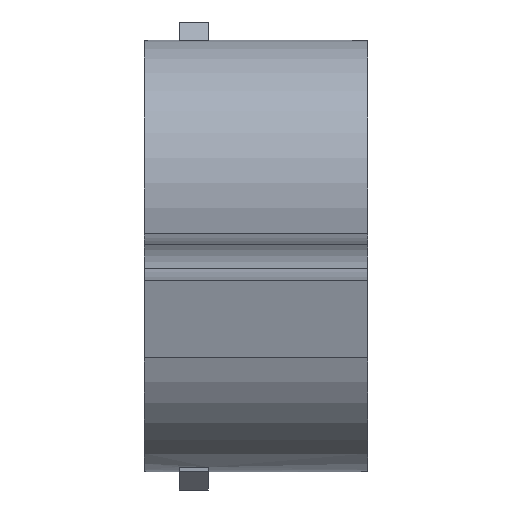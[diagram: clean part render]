
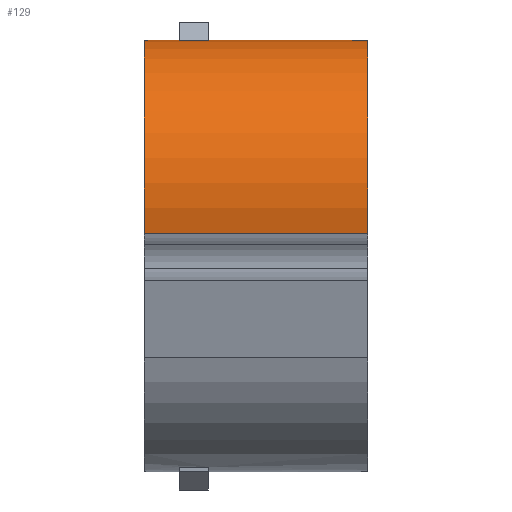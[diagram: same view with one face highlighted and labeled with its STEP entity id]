
A CAD part, left-side view. The second image highlights one B-rep face of the part: STEP entity #129.
In plain terms, the highlighted cylindrical face has radius 4.2 mm (diameter 8.4 mm), a partial arc.
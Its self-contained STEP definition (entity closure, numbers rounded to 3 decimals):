
#129 = ADVANCED_FACE( '', ( #287 ), #288, .T. );
#287 = FACE_OUTER_BOUND( '', #472, .T. );
#288 = CYLINDRICAL_SURFACE( '', #473, 4.2 );
#472 = EDGE_LOOP( '', ( #811, #812, #813, #814, #815, #816, #817, #818 ) );
#473 = AXIS2_PLACEMENT_3D( '', #819, #820, #821 );
#811 = ORIENTED_EDGE( '', *, *, #1286, .F. );
#812 = ORIENTED_EDGE( '', *, *, #1287, .F. );
#813 = ORIENTED_EDGE( '', *, *, #1214, .F. );
#814 = ORIENTED_EDGE( '', *, *, #1288, .T. );
#815 = ORIENTED_EDGE( '', *, *, #1252, .T. );
#816 = ORIENTED_EDGE( '', *, *, #1289, .F. );
#817 = ORIENTED_EDGE( '', *, *, #1290, .F. );
#818 = ORIENTED_EDGE( '', *, *, #1276, .T. );
#819 = CARTESIAN_POINT( '', ( -5.8, -3.05, 1.7 ) );
#820 = DIRECTION( '', ( 0., -1., 0. ) );
#821 = DIRECTION( '', ( 0., 0., 1. ) );
#1214 = EDGE_CURVE( '', #1492, #1479, #1494, .T. );
#1252 = EDGE_CURVE( '', #1551, #1549, #1552, .T. );
#1276 = EDGE_CURVE( '', #1589, #1586, #1590, .T. );
#1286 = EDGE_CURVE( '', #1603, #1586, #1604, .T. );
#1287 = EDGE_CURVE( '', #1479, #1603, #1605, .F. );
#1288 = EDGE_CURVE( '', #1492, #1551, #1606, .T. );
#1289 = EDGE_CURVE( '', #1607, #1549, #1608, .T. );
#1290 = EDGE_CURVE( '', #1589, #1607, #1609, .T. );
#1479 = VERTEX_POINT( '', #1856 );
#1492 = VERTEX_POINT( '', #1874 );
#1494 = CIRCLE( '', #1877, 4.2 );
#1549 = VERTEX_POINT( '', #1951 );
#1551 = VERTEX_POINT( '', #1953 );
#1552 = CIRCLE( '', #1954, 4.2 );
#1586 = VERTEX_POINT( '', #2000 );
#1589 = VERTEX_POINT( '', #2004 );
#1590 = LINE( '', #2005, #2006 );
#1603 = VERTEX_POINT( '', #2025 );
#1604 = CIRCLE( '', #2026, 4.2 );
#1605 = LINE( '', #2027, #2028 );
#1606 = LINE( '', #2029, #2030 );
#1607 = VERTEX_POINT( '', #2031 );
#1608 = LINE( '', #2032, #2033 );
#1609 = CIRCLE( '', #2034, 4.2 );
#1856 = CARTESIAN_POINT( '', ( -5.9, 2.1, 5.899 ) );
#1874 = CARTESIAN_POINT( '', ( -5.8, 2.1, 5.9 ) );
#1877 = AXIS2_PLACEMENT_3D( '', #2265, #2266, #2267 );
#1951 = CARTESIAN_POINT( '', ( -9.857, 3.05, 0.613 ) );
#1953 = CARTESIAN_POINT( '', ( -5.8, 3.05, 5.9 ) );
#1954 = AXIS2_PLACEMENT_3D( '', #2314, #2315, #2316 );
#2000 = CARTESIAN_POINT( '', ( -5.8, 1.3, 5.9 ) );
#2004 = CARTESIAN_POINT( '', ( -5.8, -3.05, 5.9 ) );
#2005 = CARTESIAN_POINT( '', ( -5.8, -3.05, 5.9 ) );
#2006 = VECTOR( '', #2345, 1000. );
#2025 = CARTESIAN_POINT( '', ( -5.9, 1.3, 5.899 ) );
#2026 = AXIS2_PLACEMENT_3D( '', #2352, #2353, #2354 );
#2027 = CARTESIAN_POINT( '', ( -5.9, -3.05, 5.899 ) );
#2028 = VECTOR( '', #2355, 1000. );
#2029 = CARTESIAN_POINT( '', ( -5.8, -3.05, 5.9 ) );
#2030 = VECTOR( '', #2356, 1000. );
#2031 = CARTESIAN_POINT( '', ( -9.857, -3.05, 0.613 ) );
#2032 = CARTESIAN_POINT( '', ( -9.857, -3.05, 0.613 ) );
#2033 = VECTOR( '', #2357, 1000. );
#2034 = AXIS2_PLACEMENT_3D( '', #2358, #2359, #2360 );
#2265 = CARTESIAN_POINT( '', ( -5.8, 2.1, 1.7 ) );
#2266 = DIRECTION( '', ( 0., -1., 0. ) );
#2267 = DIRECTION( '', ( 0., 0., -1. ) );
#2314 = CARTESIAN_POINT( '', ( -5.8, 3.05, 1.7 ) );
#2315 = DIRECTION( '', ( 0., -1., 0. ) );
#2316 = DIRECTION( '', ( 1., 0., 0. ) );
#2345 = DIRECTION( '', ( 0., 1., 0. ) );
#2352 = CARTESIAN_POINT( '', ( -5.8, 1.3, 1.7 ) );
#2353 = DIRECTION( '', ( 0., 1., 0. ) );
#2354 = DIRECTION( '', ( 0., 0., 1. ) );
#2355 = DIRECTION( '', ( 0., 1., 0. ) );
#2356 = DIRECTION( '', ( 0., 1., 0. ) );
#2357 = DIRECTION( '', ( 0., 1., 0. ) );
#2358 = CARTESIAN_POINT( '', ( -5.8, -3.05, 1.7 ) );
#2359 = DIRECTION( '', ( 0., -1., 0. ) );
#2360 = DIRECTION( '', ( 1., 0., 0. ) );
